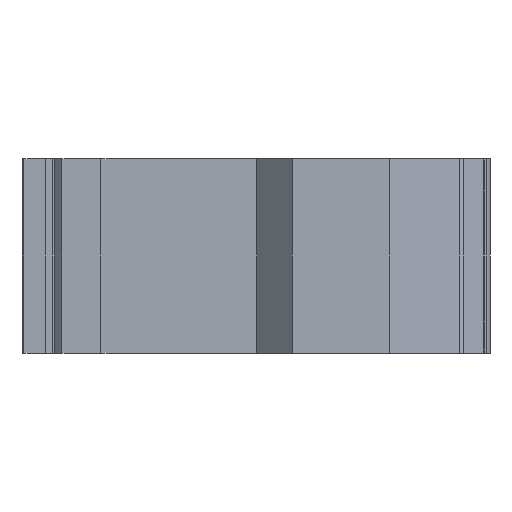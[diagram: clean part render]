
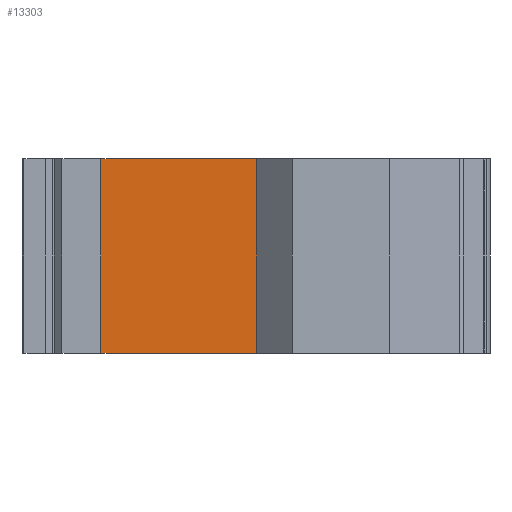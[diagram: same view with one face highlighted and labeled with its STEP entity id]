
A CAD part, left-side view. The second image highlights one B-rep face of the part: STEP entity #13303.
In plain terms, the highlighted face is a extrusion surface.
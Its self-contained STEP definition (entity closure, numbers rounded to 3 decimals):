
#9412=CARTESIAN_POINT('',(-60.,80.,0.));
#9417=CARTESIAN_POINT('',(-60.,80.,0.));
#9418=CARTESIAN_POINT('',(-60.,53.333,0.));
#9419=CARTESIAN_POINT('',(-60.,26.667,0.));
#9420=CARTESIAN_POINT('',(-60.,0.,0.));
#9680=DIRECTION('',(0.,0.,1.));
#9681=VECTOR('',#9680,100.);
#9682=CARTESIAN_POINT('',(-60.,0.,0.));
#9683=LINE('',#9682,#9681);
#9687=DIRECTION('',(0.,0.,1.));
#9688=VECTOR('',#9687,100.);
#9689=CARTESIAN_POINT('',(-60.,80.,0.));
#9690=LINE('',#9689,#9688);
#9929=CARTESIAN_POINT('',(-60.,80.,100.));
#9930=CARTESIAN_POINT('',(-60.,53.333,100.));
#9931=CARTESIAN_POINT('',(-60.,26.667,100.));
#9932=CARTESIAN_POINT('',(-60.,0.,100.));
#9940=CARTESIAN_POINT('',(-60.,80.,100.));
#12214=VERTEX_POINT('',#9412);
#12215=VERTEX_POINT('',#9420);
#12246=VERTEX_POINT('',#9940);
#12247=VERTEX_POINT('',#9932);
#13281=CARTESIAN_POINT('',(-60.,81.6,0.));
#13282=CARTESIAN_POINT('',(-60.,81.067,0.));
#13283=CARTESIAN_POINT('',(-60.,76.367,0.));
#13284=CARTESIAN_POINT('',(-60.,49.167,0.));
#13285=CARTESIAN_POINT('',(-60.,21.967,0.));
#13286=CARTESIAN_POINT('',(-60.,-1.067,0.));
#13287=CARTESIAN_POINT('',(-60.,-1.6,0.));
#13292=DIRECTION('',(0.,0.,1.));
#13293=VECTOR('',#13292,1.);
#13294=SURFACE_OF_LINEAR_EXTRUSION('',#13288,#13293);
#13295=ORIENTED_EDGE('',*,*,#12601,.F.);
#13297=ORIENTED_EDGE('',*,*,#13296,.T.);
#13299=ORIENTED_EDGE('',*,*,#13298,.T.);
#13300=ORIENTED_EDGE('',*,*,#13261,.F.);
#13301=EDGE_LOOP('',(#13295,#13297,#13299,#13300));
#13302=FACE_OUTER_BOUND('',#13301,.F.);
#13303=ADVANCED_FACE('',(#13302),#13294,.T.);
#9421=B_SPLINE_CURVE_WITH_KNOTS('',3,(#9417,#9418,#9419,#9420),.UNSPECIFIED.,
.F.,.F.,(4,4),(0.,1.),.UNSPECIFIED.);
#9933=B_SPLINE_CURVE_WITH_KNOTS('',3,(#9929,#9930,#9931,#9932),.UNSPECIFIED.,
.F.,.F.,(4,4),(0.,1.),.UNSPECIFIED.);
#12601=EDGE_CURVE('',#12214,#12215,#9421,.T.);
#13261=EDGE_CURVE('',#12215,#12247,#9683,.T.);
#13288=B_SPLINE_CURVE_WITH_KNOTS('',3,(#13281,#13282,#13283,#13284,#13285,
#13286,#13287),.UNSPECIFIED.,.F.,.F.,(4,1,1,1,4),(0.,0.019,
0.169,0.981,1.),.UNSPECIFIED.);
#13296=EDGE_CURVE('',#12214,#12246,#9690,.T.);
#13298=EDGE_CURVE('',#12246,#12247,#9933,.T.);
